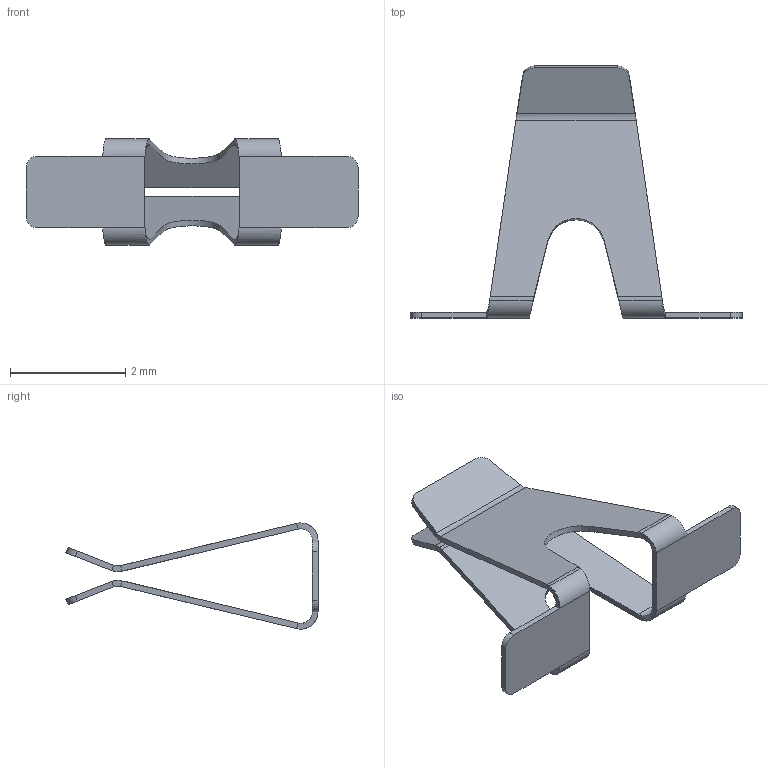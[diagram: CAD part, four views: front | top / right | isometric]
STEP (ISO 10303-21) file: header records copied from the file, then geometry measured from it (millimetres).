
FILE_DESCRIPTION (( 'STEP AP214' ), '1' );
FILE_NAME ('Harwin socket 018664.STEP', '2020-07-07T13:53:13', ( '' ), ( '' ), 'SwSTEP 2.0', 'SolidWorks 2020', '' );
FILE_SCHEMA (( 'AUTOMOTIVE_DESIGN' ));
Length unit declared in the file: millimetre
Products named in the file (1): Harwin socket 018664
Bounding box: 5.75 x 4.37 x 1.84 mm (x, y, z)
Volume: 2.3 mm3; surface area: 50.3 mm2
Topology: 1 solids, 1 shells, 78 faces, 186 edges, 108 vertices
Faces by surface type: plane 34, cylinder 26, bspline 18
Entity records: 2496 total; most frequent: CARTESIAN_POINT 827, ORIENTED_EDGE 372, DIRECTION 272, EDGE_CURVE 186, LINE 118, VECTOR 118, VERTEX_POINT 108, FACE_OUTER_BOUND 78
